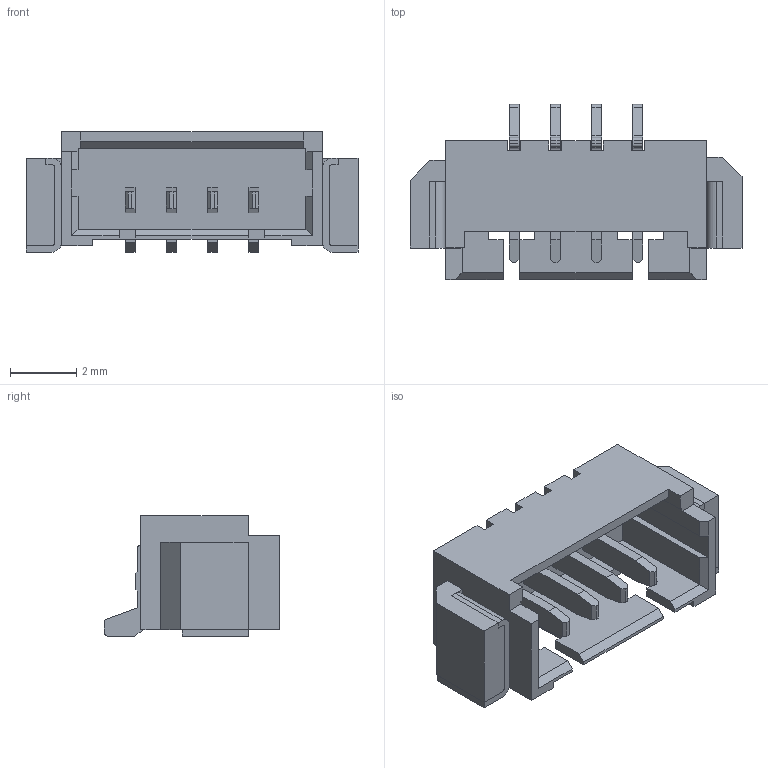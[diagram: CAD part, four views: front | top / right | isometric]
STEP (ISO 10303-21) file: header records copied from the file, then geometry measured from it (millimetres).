
FILE_DESCRIPTION (( 'STEP AP214' ), '1' );
FILE_NAME ('MX1_25-4P-WT.STEP', '2024-12-31T12:33:42', ( '' ), ( '' ), 'SwSTEP 2.0', 'SolidWorks 2021', '' );
FILE_SCHEMA (( 'AUTOMOTIVE_DESIGN' ));
Length unit declared in the file: millimetre
Products named in the file (1): MX1_25-4P-WT
Bounding box: 10.05 x 5.3 x 3.65 mm (x, y, z)
Volume: 59.7 mm3; surface area: 314.2 mm2
Topology: 3 solids, 3 shells, 236 faces, 660 edges, 438 vertices
Faces by surface type: plane 200, cylinder 36
Entity records: 8552 total; most frequent: CARTESIAN_POINT 1335, ORIENTED_EDGE 1320, DIRECTION 1206, EDGE_CURVE 660, VECTOR 588, LINE 588, VERTEX_POINT 438, AXIS2_PLACEMENT_3D 309
